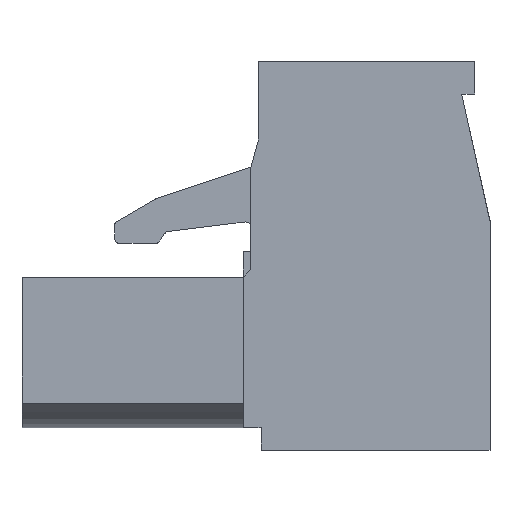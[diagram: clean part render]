
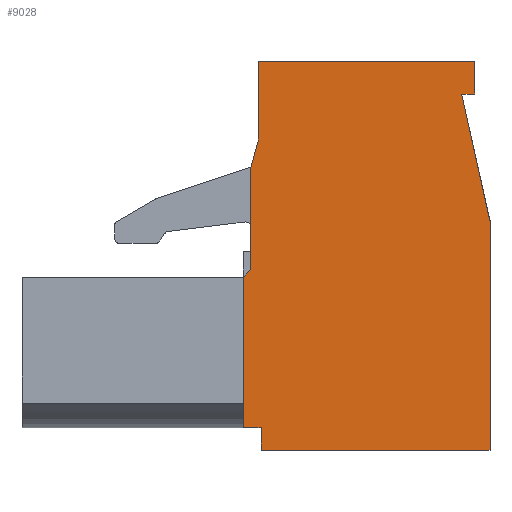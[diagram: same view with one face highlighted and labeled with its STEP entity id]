
A CAD part, left-side view. The second image highlights one B-rep face of the part: STEP entity #9028.
In plain terms, the highlighted planar face has unit normal (-1, 0, 0).
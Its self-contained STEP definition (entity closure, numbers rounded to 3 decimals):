
#1557=ORIENTED_EDGE('',*,*,#3498,.F.);
#1558=ORIENTED_EDGE('',*,*,#3181,.F.);
#1559=ORIENTED_EDGE('',*,*,#3347,.F.);
#1560=ORIENTED_EDGE('',*,*,#3080,.F.);
#1561=ORIENTED_EDGE('',*,*,#3333,.F.);
#1562=ORIENTED_EDGE('',*,*,#3225,.F.);
#1563=ORIENTED_EDGE('',*,*,#3104,.F.);
#1564=ORIENTED_EDGE('',*,*,#3334,.F.);
#1565=ORIENTED_EDGE('',*,*,#3064,.F.);
#1566=ORIENTED_EDGE('',*,*,#3338,.F.);
#1567=ORIENTED_EDGE('',*,*,#3341,.F.);
#1568=ORIENTED_EDGE('',*,*,#2954,.F.);
#1569=ORIENTED_EDGE('',*,*,#3378,.F.);
#2954=EDGE_CURVE('',#4247,#4248,#5101,.T.);
#3064=EDGE_CURVE('',#4344,#4345,#5202,.T.);
#3080=EDGE_CURVE('',#4360,#4361,#5218,.T.);
#3104=EDGE_CURVE('',#4382,#4383,#5241,.T.);
#3181=EDGE_CURVE('',#4455,#4456,#5305,.T.);
#3225=EDGE_CURVE('',#4383,#4491,#5348,.T.);
#3333=EDGE_CURVE('',#4491,#4360,#5447,.T.);
#3334=EDGE_CURVE('',#4345,#4382,#5448,.T.);
#3338=EDGE_CURVE('',#4567,#4344,#5452,.T.);
#3341=EDGE_CURVE('',#4248,#4567,#5455,.T.);
#3347=EDGE_CURVE('',#4361,#4455,#5461,.T.);
#3378=EDGE_CURVE('',#4579,#4247,#5490,.T.);
#3498=EDGE_CURVE('',#4456,#4579,#5594,.T.);
#4247=VERTEX_POINT('',#12716);
#4248=VERTEX_POINT('',#12718);
#4344=VERTEX_POINT('',#12939);
#4345=VERTEX_POINT('',#12941);
#4360=VERTEX_POINT('',#12972);
#4361=VERTEX_POINT('',#12974);
#4382=VERTEX_POINT('',#13019);
#4383=VERTEX_POINT('',#13021);
#4455=VERTEX_POINT('',#13174);
#4456=VERTEX_POINT('',#13176);
#4491=VERTEX_POINT('',#13264);
#4567=VERTEX_POINT('',#13478);
#4579=VERTEX_POINT('',#13556);
#5101=LINE('',#12717,#6201);
#5202=LINE('',#12940,#6302);
#5218=LINE('',#12973,#6318);
#5241=LINE('',#13020,#6341);
#5305=LINE('',#13175,#6405);
#5348=LINE('',#13263,#6448);
#5447=LINE('',#13468,#6547);
#5448=LINE('',#13470,#6548);
#5452=LINE('',#13479,#6552);
#5455=LINE('',#13484,#6555);
#5461=LINE('',#13493,#6561);
#5490=LINE('',#13557,#6590);
#5594=LINE('',#13814,#6694);
#6201=VECTOR('',#10243,1000.);
#6302=VECTOR('',#10394,1000.);
#6318=VECTOR('',#10412,1000.);
#6341=VECTOR('',#10439,1000.);
#6405=VECTOR('',#10539,1000.);
#6448=VECTOR('',#10602,1000.);
#6547=VECTOR('',#10767,1000.);
#6548=VECTOR('',#10770,1000.);
#6552=VECTOR('',#10776,1000.);
#6555=VECTOR('',#10781,1000.);
#6561=VECTOR('',#10791,1000.);
#6590=VECTOR('',#10870,1000.);
#6694=VECTOR('',#11192,1000.);
#7552=EDGE_LOOP('',(#1557,#1558,#1559,#1560,#1561,#1562,#1563,#1564,#1565,
#1566,#1567,#1568,#1569));
#8113=FACE_BOUND('',#7552,.T.);
#8598=PLANE('',#9831);
#9028=ADVANCED_FACE('',(#8113),#8598,.F.);
#9831=AXIS2_PLACEMENT_3D('',#13948,#11354,#11355);
#10243=DIRECTION('',(0.,0.,1.));
#10394=DIRECTION('',(0.,-1.,0.));
#10412=DIRECTION('',(0.,1.,0.));
#10439=DIRECTION('',(0.,1.,0.));
#10539=DIRECTION('',(0.,1.,0.));
#10602=DIRECTION('',(0.,-0.217,-0.976));
#10767=DIRECTION('',(0.,0.,-1.));
#10770=DIRECTION('',(0.,0.,-1.));
#10776=DIRECTION('',(0.,0.,1.));
#10781=DIRECTION('',(0.,-0.263,0.965));
#10791=DIRECTION('',(0.,0.,1.));
#10870=DIRECTION('',(0.,-0.707,0.707));
#11192=DIRECTION('',(0.,0.,1.));
#11354=DIRECTION('',(1.,0.,0.));
#11355=DIRECTION('',(0.,0.,-1.));
#12716=CARTESIAN_POINT('',(-7.72,4.85,2.575));
#12717=CARTESIAN_POINT('',(-7.72,4.85,6.55));
#12718=CARTESIAN_POINT('',(-7.72,4.85,6.55));
#12939=CARTESIAN_POINT('',(-7.72,4.55,10.65));
#12940=CARTESIAN_POINT('',(-7.72,-3.85,10.65));
#12941=CARTESIAN_POINT('',(-7.72,-3.85,10.65));
#12972=CARTESIAN_POINT('',(-7.72,-4.45,-4.45));
#12973=CARTESIAN_POINT('',(-7.72,4.45,-4.45));
#12974=CARTESIAN_POINT('',(-7.72,4.45,-4.45));
#13019=CARTESIAN_POINT('',(-7.72,-3.85,9.4));
#13020=CARTESIAN_POINT('',(-7.72,-3.35,9.4));
#13021=CARTESIAN_POINT('',(-7.72,-3.35,9.4));
#13174=CARTESIAN_POINT('',(-7.72,4.45,-3.575));
#13175=CARTESIAN_POINT('',(-7.72,5.15,-3.575));
#13176=CARTESIAN_POINT('',(-7.72,5.15,-3.575));
#13263=CARTESIAN_POINT('',(-7.72,-3.35,9.4));
#13264=CARTESIAN_POINT('',(-7.72,-4.45,4.45));
#13468=CARTESIAN_POINT('',(-7.72,-4.45,-4.45));
#13470=CARTESIAN_POINT('',(-7.72,-3.85,9.4));
#13478=CARTESIAN_POINT('',(-7.72,4.55,7.65));
#13479=CARTESIAN_POINT('',(-7.72,4.55,10.65));
#13484=CARTESIAN_POINT('',(-7.72,4.55,7.65));
#13493=CARTESIAN_POINT('',(-7.72,4.45,-3.575));
#13556=CARTESIAN_POINT('',(-7.72,5.15,2.275));
#13557=CARTESIAN_POINT('',(-7.72,5.15,2.275));
#13814=CARTESIAN_POINT('',(-7.72,5.15,2.275));
#13948=CARTESIAN_POINT('',(-7.72,0.,0.));
